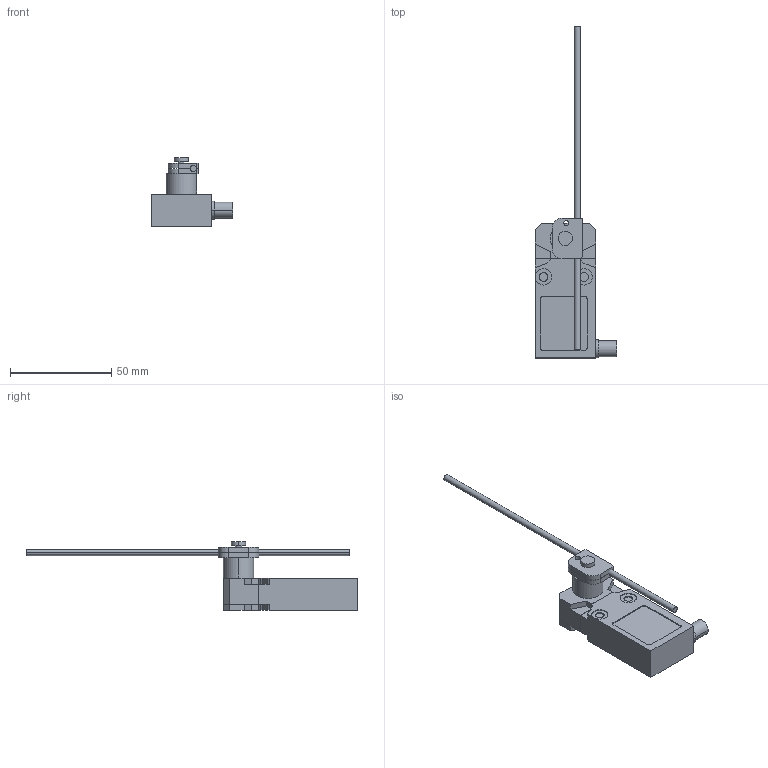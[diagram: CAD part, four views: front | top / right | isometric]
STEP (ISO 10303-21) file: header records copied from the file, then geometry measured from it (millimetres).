
FILE_DESCRIPTION((''),'2;1');
FILE_NAME('3d_KPL2S11.stp','2012-10-03T08:03:14',(''),(''),'Mechanical Desktop 2011','Mechanical Desktop 2011',', , ');
FILE_SCHEMA(('CONFIG_CONTROL_DESIGN'));
Length unit declared in the file: millimetre
Products named in the file (1): Product
Bounding box: 40.5 x 163.93 x 34 mm (x, y, z)
Volume: 35591.7 mm3; surface area: 12470.7 mm2
Topology: 10 solids, 10 shells, 124 faces, 308 edges, 209 vertices
Faces by surface type: plane 92, cylinder 32
Entity records: 3781 total; most frequent: CARTESIAN_POINT 642, DIRECTION 634, ORIENTED_EDGE 616, EDGE_CURVE 308, VECTOR 232, LINE 232, VERTEX_POINT 209, AXIS2_PLACEMENT_3D 201
